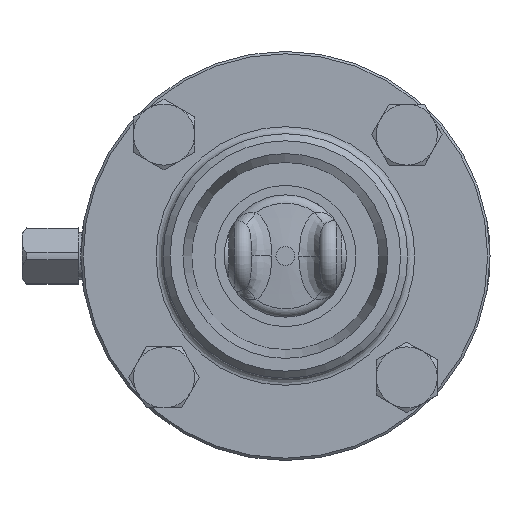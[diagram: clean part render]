
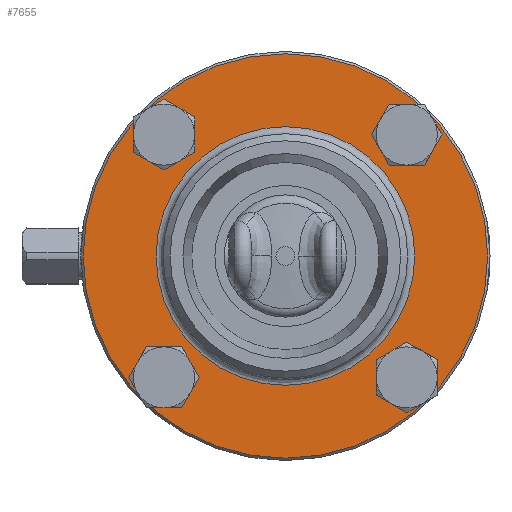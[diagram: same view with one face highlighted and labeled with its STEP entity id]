
A CAD part, left-side view. The second image highlights one B-rep face of the part: STEP entity #7655.
In plain terms, the highlighted planar face has unit normal (-1, 0, 0).
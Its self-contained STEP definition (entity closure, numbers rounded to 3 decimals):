
#931=CARTESIAN_POINT('',(-10.,25.809,31.509));
#932=VERTEX_POINT('',#931);
#933=CARTESIAN_POINT('',(-10.0,25.809,25.809));
#934=DIRECTION('',(1.0,0.0,0.0));
#935=DIRECTION('',(0.0,0.0,1.0));
#936=AXIS2_PLACEMENT_3D('',#933,#934,#935);
#937=CIRCLE('',#936,5.7);
#938=EDGE_CURVE('',#932,#932,#937,.T.);
#1809=CARTESIAN_POINT('',(-10.,-31.509,25.809));
#1810=VERTEX_POINT('',#1809);
#1811=CARTESIAN_POINT('',(-10.0,-25.809,25.809));
#1812=DIRECTION('',(1.0,0.0,0.0));
#1813=DIRECTION('',(0.0,-1.0,0.0));
#1814=AXIS2_PLACEMENT_3D('',#1811,#1812,#1813);
#1815=CIRCLE('',#1814,5.7);
#1816=EDGE_CURVE('',#1810,#1810,#1815,.T.);
#2687=CARTESIAN_POINT('',(-10.,-25.809,-31.509));
#2688=VERTEX_POINT('',#2687);
#2689=CARTESIAN_POINT('',(-10.0,-25.809,-25.809));
#2690=DIRECTION('',(1.0,0.0,0.0));
#2691=DIRECTION('',(0.0,0.0,-1.0));
#2692=AXIS2_PLACEMENT_3D('',#2689,#2690,#2691);
#2693=CIRCLE('',#2692,5.7);
#2694=EDGE_CURVE('',#2688,#2688,#2693,.T.);
#3565=CARTESIAN_POINT('',(-10.0,31.509,-25.809));
#3566=VERTEX_POINT('',#3565);
#3567=CARTESIAN_POINT('',(-10.0,25.809,-25.809));
#3568=DIRECTION('',(1.0,0.0,0.0));
#3569=DIRECTION('',(0.0,1.0,0.0));
#3570=AXIS2_PLACEMENT_3D('',#3567,#3568,#3569);
#3571=CIRCLE('',#3570,5.7);
#3572=EDGE_CURVE('',#3566,#3566,#3571,.T.);
#7601=CARTESIAN_POINT('',(-10.0,-43.,0.));
#7602=VERTEX_POINT('',#7601);
#7603=CARTESIAN_POINT('',(-10.0,0.,0.));
#7604=DIRECTION('',(-1.0,0.0,0.0));
#7605=DIRECTION('',(0.0,-1.0,0.0));
#7606=AXIS2_PLACEMENT_3D('',#7603,#7604,#7605);
#7607=CIRCLE('',#7606,43.);
#7608=EDGE_CURVE('',#7602,#7602,#7607,.T.);
#7624=CARTESIAN_POINT('',(-10.0,-35.25,0.));
#7625=DIRECTION('',(-1.0,0.0,0.0));
#7626=DIRECTION('',(0.0,0.0,-1.0));
#7627=AXIS2_PLACEMENT_3D('',#7624,#7625,#7626);
#7628=PLANE('',#7627);
#7629=ORIENTED_EDGE('',*,*,#7608,.T.);
#7630=EDGE_LOOP('',(#7629));
#7631=FACE_OUTER_BOUND('',#7630,.T.);
#7632=ORIENTED_EDGE('',*,*,#938,.T.);
#7633=EDGE_LOOP('',(#7632));
#7634=FACE_BOUND('',#7633,.T.);
#7635=ORIENTED_EDGE('',*,*,#1816,.T.);
#7636=EDGE_LOOP('',(#7635));
#7637=FACE_BOUND('',#7636,.T.);
#7638=ORIENTED_EDGE('',*,*,#2694,.T.);
#7639=EDGE_LOOP('',(#7638));
#7640=FACE_BOUND('',#7639,.T.);
#7641=ORIENTED_EDGE('',*,*,#3572,.T.);
#7642=EDGE_LOOP('',(#7641));
#7643=FACE_BOUND('',#7642,.T.);
#7644=CARTESIAN_POINT('',(-10.0,-27.5,0.));
#7645=VERTEX_POINT('',#7644);
#7646=CARTESIAN_POINT('',(-10.0,0.,0.));
#7647=DIRECTION('',(-1.0,0.0,0.0));
#7648=DIRECTION('',(0.0,-1.0,0.0));
#7649=AXIS2_PLACEMENT_3D('',#7646,#7647,#7648);
#7650=CIRCLE('',#7649,27.5);
#7651=EDGE_CURVE('',#7645,#7645,#7650,.T.);
#7652=ORIENTED_EDGE('',*,*,#7651,.F.);
#7653=EDGE_LOOP('',(#7652));
#7654=FACE_BOUND('',#7653,.T.);
#7655=ADVANCED_FACE('',(#7631,#7634,#7637,#7640,#7643,#7654),#7628,.T.);
